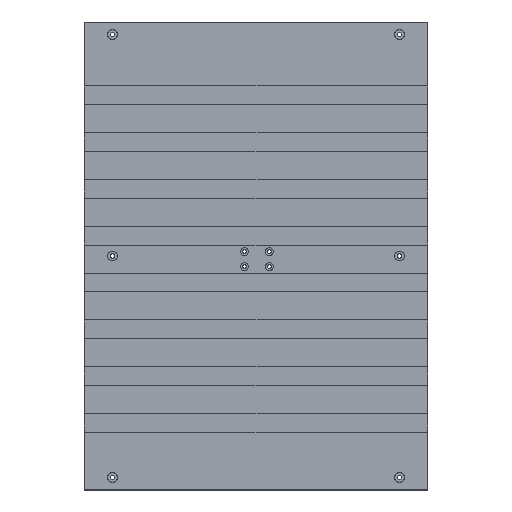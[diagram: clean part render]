
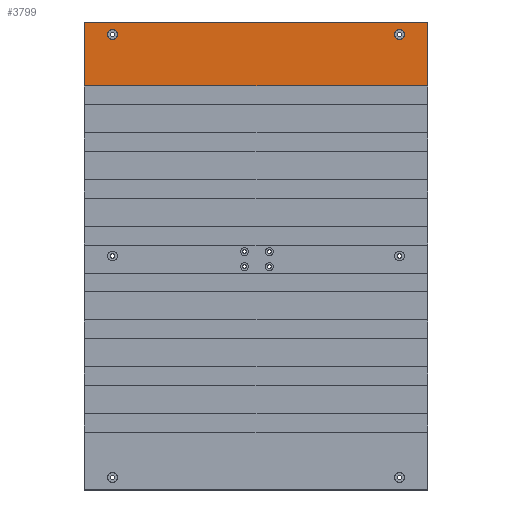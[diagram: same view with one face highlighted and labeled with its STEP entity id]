
A CAD part, top view. The second image highlights one B-rep face of the part: STEP entity #3799.
In plain terms, the highlighted planar face has unit normal (0, 0, 1).
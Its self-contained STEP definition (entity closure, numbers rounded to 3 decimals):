
#103=FACE_BOUND('',#1354,.T.);
#104=FACE_BOUND('',#1355,.T.);
#206=PLANE('',#4228);
#399=LINE('',#6372,#651);
#405=LINE('',#6389,#657);
#435=LINE('',#6439,#687);
#436=LINE('',#6440,#688);
#651=VECTOR('',#5172,10.);
#657=VECTOR('',#5188,10.);
#687=VECTOR('',#5242,10.);
#688=VECTOR('',#5243,10.);
#1023=FACE_OUTER_BOUND('',#1353,.T.);
#1353=EDGE_LOOP('',(#3241,#3242,#3243,#3244));
#1354=EDGE_LOOP('',(#3245));
#1355=EDGE_LOOP('',(#3246));
#1671=CIRCLE('',#4229,7.95);
#1672=CIRCLE('',#4230,7.95);
#1989=VERTEX_POINT('',#6368);
#1991=VERTEX_POINT('',#6371);
#1997=VERTEX_POINT('',#6388);
#2005=VERTEX_POINT('',#6438);
#2006=VERTEX_POINT('',#6441);
#2007=VERTEX_POINT('',#6443);
#2412=EDGE_CURVE('',#1991,#1989,#399,.T.);
#2421=EDGE_CURVE('',#1991,#1997,#405,.T.);
#2453=EDGE_CURVE('',#2005,#1989,#435,.T.);
#2454=EDGE_CURVE('',#1997,#2005,#436,.T.);
#2455=EDGE_CURVE('',#2006,#2006,#1671,.T.);
#2456=EDGE_CURVE('',#2007,#2007,#1672,.T.);
#3241=ORIENTED_EDGE('',*,*,#2412,.T.);
#3242=ORIENTED_EDGE('',*,*,#2453,.F.);
#3243=ORIENTED_EDGE('',*,*,#2454,.F.);
#3244=ORIENTED_EDGE('',*,*,#2421,.F.);
#3245=ORIENTED_EDGE('',*,*,#2455,.T.);
#3246=ORIENTED_EDGE('',*,*,#2456,.T.);
#3799=ADVANCED_FACE('',(#1023,#103,#104),#206,.T.);
#4228=AXIS2_PLACEMENT_3D('',#6437,#5240,#5241);
#4229=AXIS2_PLACEMENT_3D('',#6442,#5244,#5245);
#4230=AXIS2_PLACEMENT_3D('',#6444,#5246,#5247);
#5172=DIRECTION('',(1.,0.,0.));
#5188=DIRECTION('',(0.,1.,0.));
#5240=DIRECTION('center_axis',(0.,0.,1.));
#5241=DIRECTION('ref_axis',(1.,0.,0.));
#5242=DIRECTION('',(0.,-1.,0.));
#5243=DIRECTION('',(1.,0.,0.));
#5244=DIRECTION('center_axis',(0.,0.,-1.));
#5245=DIRECTION('ref_axis',(1.,0.,0.));
#5246=DIRECTION('center_axis',(0.,0.,-1.));
#5247=DIRECTION('ref_axis',(1.,0.,0.));
#6368=CARTESIAN_POINT('',(274.5,272.5,18.));
#6371=CARTESIAN_POINT('',(-274.5,272.5,18.));
#6372=CARTESIAN_POINT('',(137.5,272.5,18.));
#6388=CARTESIAN_POINT('',(-274.5,374.5,18.));
#6389=CARTESIAN_POINT('',(-274.5,187.5,18.));
#6437=CARTESIAN_POINT('Origin',(0.,0.,18.));
#6438=CARTESIAN_POINT('',(274.5,374.5,18.));
#6439=CARTESIAN_POINT('',(274.5,-187.5,18.));
#6440=CARTESIAN_POINT('',(137.5,374.5,18.));
#6441=CARTESIAN_POINT('',(-237.95,355.,18.));
#6442=CARTESIAN_POINT('Origin',(-230.,355.,18.));
#6443=CARTESIAN_POINT('',(222.05,355.,18.));
#6444=CARTESIAN_POINT('Origin',(230.,355.,18.));
